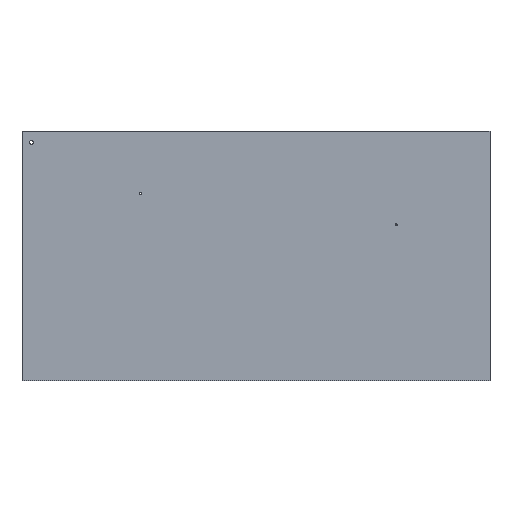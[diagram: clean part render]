
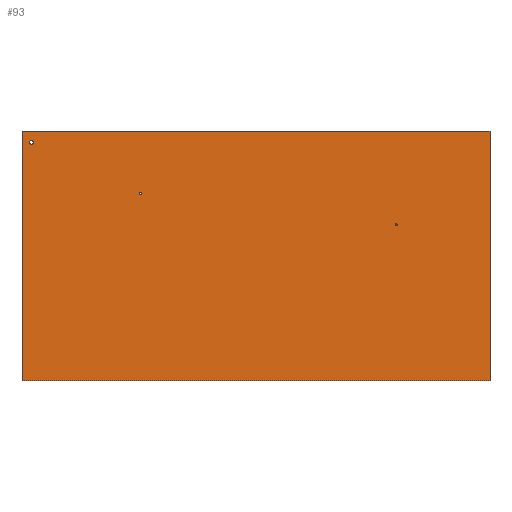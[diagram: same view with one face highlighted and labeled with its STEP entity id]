
A CAD part, top view. The second image highlights one B-rep face of the part: STEP entity #93.
In plain terms, the highlighted planar face has unit normal (0, 0, 1).
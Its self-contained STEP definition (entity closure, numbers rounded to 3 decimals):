
#3 = DIRECTION ( 'NONE',  ( 1., 0., 0. ) ) ;
#11 = DIRECTION ( 'NONE',  ( 1., 0., 0. ) ) ;
#13 = CIRCLE ( 'NONE', #66, 1.5 ) ;
#15 = ORIENTED_EDGE ( 'NONE', *, *, #181, .F. ) ;
#16 = DIRECTION ( 'NONE',  ( 1., 0., 0. ) ) ;
#17 = CARTESIAN_POINT ( 'NONE',  ( 300., 50., 3. ) ) ;
#27 = CARTESIAN_POINT ( 'NONE',  ( -300., 200., 3. ) ) ;
#34 = EDGE_LOOP ( 'NONE', ( #94, #254, #216, #169 ) ) ;
#35 = LINE ( 'NONE', #259, #386 ) ;
#40 = CARTESIAN_POINT ( 'NONE',  ( -110., 100., 3. ) ) ;
#41 = VERTEX_POINT ( 'NONE', #54 ) ;
#51 = CARTESIAN_POINT ( 'NONE',  ( 301.5, 50., 3. ) ) ;
#54 = CARTESIAN_POINT ( 'NONE',  ( 450., 200., 3. ) ) ;
#58 = CARTESIAN_POINT ( 'NONE',  ( 450., 200., 3. ) ) ;
#59 = VECTOR ( 'NONE', #354, 1000. ) ;
#60 = DIRECTION ( 'NONE',  ( 0., 0., 1. ) ) ;
#66 = AXIS2_PLACEMENT_3D ( 'NONE', #17, #314, #111 ) ;
#70 = DIRECTION ( 'NONE',  ( -1., 0., 0. ) ) ;
#75 = CARTESIAN_POINT ( 'NONE',  ( 298.5, 50., 3. ) ) ;
#77 = DIRECTION ( 'NONE',  ( 0., 0., 1. ) ) ;
#90 = CIRCLE ( 'NONE', #261, 1.5 ) ;
#91 = EDGE_CURVE ( 'NONE', #251, #385, #90, .T. ) ;
#92 = EDGE_CURVE ( 'NONE', #102, #41, #201, .T. ) ;
#93 = ADVANCED_FACE ( 'NONE', ( #307, #126, #214, #116 ), #258, .T. ) ;
#94 = ORIENTED_EDGE ( 'NONE', *, *, #389, .F. ) ;
#97 = EDGE_CURVE ( 'NONE', #203, #317, #177, .T. ) ;
#98 = AXIS2_PLACEMENT_3D ( 'NONE', #40, #113, #16 ) ;
#101 = EDGE_LOOP ( 'NONE', ( #138, #256 ) ) ;
#102 = VERTEX_POINT ( 'NONE', #158 ) ;
#104 = VERTEX_POINT ( 'NONE', #265 ) ;
#105 = EDGE_CURVE ( 'NONE', #160, #102, #35, .T. ) ;
#111 = DIRECTION ( 'NONE',  ( 1., 0., 0. ) ) ;
#112 = CARTESIAN_POINT ( 'NONE',  ( -285., 182., 3. ) ) ;
#113 = DIRECTION ( 'NONE',  ( 0., 0., 1. ) ) ;
#115 = EDGE_CURVE ( 'NONE', #385, #251, #316, .T. ) ;
#116 = FACE_BOUND ( 'NONE', #101, .T. ) ;
#117 = EDGE_LOOP ( 'NONE', ( #415, #318 ) ) ;
#120 = VERTEX_POINT ( 'NONE', #339 ) ;
#125 = DIRECTION ( 'NONE',  ( 0., 0., 1. ) ) ;
#126 = FACE_BOUND ( 'NONE', #117, .T. ) ;
#138 = ORIENTED_EDGE ( 'NONE', *, *, #417, .F. ) ;
#153 = CARTESIAN_POINT ( 'NONE',  ( -111.5, 100., 3. ) ) ;
#158 = CARTESIAN_POINT ( 'NONE',  ( 450., -200., 3. ) ) ;
#160 = VERTEX_POINT ( 'NONE', #237 ) ;
#161 = LINE ( 'NONE', #175, #359 ) ;
#168 = DIRECTION ( 'NONE',  ( 0., 0., 1. ) ) ;
#169 = ORIENTED_EDGE ( 'NONE', *, *, #422, .T. ) ;
#175 = CARTESIAN_POINT ( 'NONE',  ( -450., 200., 3. ) ) ;
#177 = CIRCLE ( 'NONE', #377, 1.5 ) ;
#181 = EDGE_CURVE ( 'NONE', #317, #203, #13, .T. ) ;
#190 = VECTOR ( 'NONE', #313, 1000. ) ;
#201 = LINE ( 'NONE', #58, #59 ) ;
#203 = VERTEX_POINT ( 'NONE', #75 ) ;
#211 = CARTESIAN_POINT ( 'NONE',  ( -108.5, 100., 3. ) ) ;
#214 = FACE_OUTER_BOUND ( 'NONE', #34, .T. ) ;
#216 = ORIENTED_EDGE ( 'NONE', *, *, #92, .T. ) ;
#219 = AXIS2_PLACEMENT_3D ( 'NONE', #324, #125, #320 ) ;
#224 = DIRECTION ( 'NONE',  ( 1., 0., 0. ) ) ;
#233 = CIRCLE ( 'NONE', #363, 3. ) ;
#237 = CARTESIAN_POINT ( 'NONE',  ( -300., -200., 3. ) ) ;
#242 = VERTEX_POINT ( 'NONE', #27 ) ;
#251 = VERTEX_POINT ( 'NONE', #153 ) ;
#254 = ORIENTED_EDGE ( 'NONE', *, *, #105, .T. ) ;
#256 = ORIENTED_EDGE ( 'NONE', *, *, #322, .F. ) ;
#258 = PLANE ( 'NONE',  #299 ) ;
#259 = CARTESIAN_POINT ( 'NONE',  ( -450., -200., 3. ) ) ;
#261 = AXIS2_PLACEMENT_3D ( 'NONE', #298, #60, #224 ) ;
#265 = CARTESIAN_POINT ( 'NONE',  ( -288., 182., 3. ) ) ;
#274 = CARTESIAN_POINT ( 'NONE',  ( -300., 0., 3. ) ) ;
#293 = DIRECTION ( 'NONE',  ( 1., 0., 0. ) ) ;
#298 = CARTESIAN_POINT ( 'NONE',  ( -110., 100., 3. ) ) ;
#299 = AXIS2_PLACEMENT_3D ( 'NONE', #412, #326, #416 ) ;
#307 = FACE_BOUND ( 'NONE', #328, .T. ) ;
#313 = DIRECTION ( 'NONE',  ( 0., 1., 0. ) ) ;
#314 = DIRECTION ( 'NONE',  ( 0., 0., 1. ) ) ;
#316 = CIRCLE ( 'NONE', #98, 1.5 ) ;
#317 = VERTEX_POINT ( 'NONE', #51 ) ;
#318 = ORIENTED_EDGE ( 'NONE', *, *, #115, .F. ) ;
#320 = DIRECTION ( 'NONE',  ( 1., 0., 0. ) ) ;
#322 = EDGE_CURVE ( 'NONE', #120, #104, #404, .T. ) ;
#324 = CARTESIAN_POINT ( 'NONE',  ( -285., 182., 3. ) ) ;
#326 = DIRECTION ( 'NONE',  ( 0., 0., 1. ) ) ;
#328 = EDGE_LOOP ( 'NONE', ( #382, #15 ) ) ;
#339 = CARTESIAN_POINT ( 'NONE',  ( -282., 182., 3. ) ) ;
#354 = DIRECTION ( 'NONE',  ( 0., 1., 0. ) ) ;
#359 = VECTOR ( 'NONE', #70, 1000. ) ;
#363 = AXIS2_PLACEMENT_3D ( 'NONE', #112, #168, #3 ) ;
#377 = AXIS2_PLACEMENT_3D ( 'NONE', #397, #77, #11 ) ;
#382 = ORIENTED_EDGE ( 'NONE', *, *, #97, .F. ) ;
#385 = VERTEX_POINT ( 'NONE', #211 ) ;
#386 = VECTOR ( 'NONE', #293, 1000. ) ;
#389 = EDGE_CURVE ( 'NONE', #160, #242, #420, .T. ) ;
#397 = CARTESIAN_POINT ( 'NONE',  ( 300., 50., 3. ) ) ;
#404 = CIRCLE ( 'NONE', #219, 3. ) ;
#412 = CARTESIAN_POINT ( 'NONE',  ( 0., 0., 3. ) ) ;
#415 = ORIENTED_EDGE ( 'NONE', *, *, #91, .F. ) ;
#416 = DIRECTION ( 'NONE',  ( 1., 0., 0. ) ) ;
#417 = EDGE_CURVE ( 'NONE', #104, #120, #233, .T. ) ;
#420 = LINE ( 'NONE', #274, #190 ) ;
#422 = EDGE_CURVE ( 'NONE', #41, #242, #161, .T. ) ;
